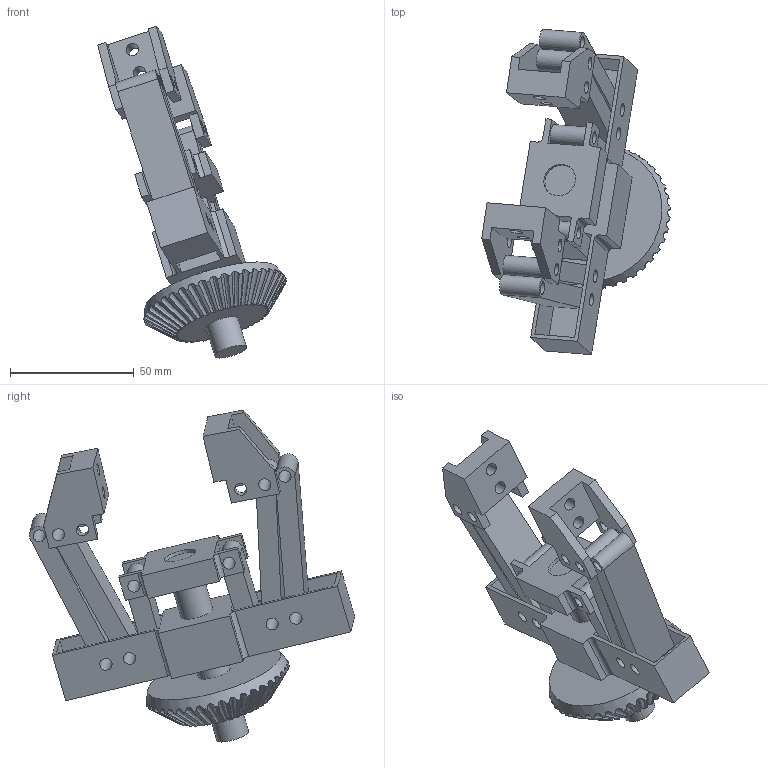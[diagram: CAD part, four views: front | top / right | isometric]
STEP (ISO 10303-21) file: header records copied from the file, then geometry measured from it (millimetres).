
FILE_DESCRIPTION(/* description */ (''),/* implementation_level */ '2;1');
FILE_NAME(/* name */ 'garra_co_ipt_a8c5cf17.STEP',/* time_stamp */ '2021-01-18T14:48:21-06:00',/* author */ ('geral'),/* organization */ (''),/* preprocessor_version */ 'ST-DEVELOPER v18.1',/* originating_system */ 'Autodesk Inventor 2021',/* authorisation */ '');
FILE_SCHEMA (('AUTOMOTIVE_DESIGN { 1 0 10303 214 3 1 1 }'));
Length unit declared in the file: millimetre
Products named in the file (1): garra_co
Bounding box: 76.17 x 131.46 x 134.19 mm (x, y, z)
Volume: 126740.2 mm3; surface area: 53803 mm2
Topology: 1 solids, 3 shells, 293 faces, 927 edges, 622 vertices
Faces by surface type: plane 122, bspline 80, cylinder 50, cone 41
Full cylindrical faces by diameter (mm): 5 x22, 13.333 x4
Entity records: 13070 total; most frequent: CARTESIAN_POINT 5203, ORIENTED_EDGE 1854, DIRECTION 1395, EDGE_CURVE 927, VERTEX_POINT 622, AXIS2_PLACEMENT_3D 494, LINE 407, VECTOR 407
